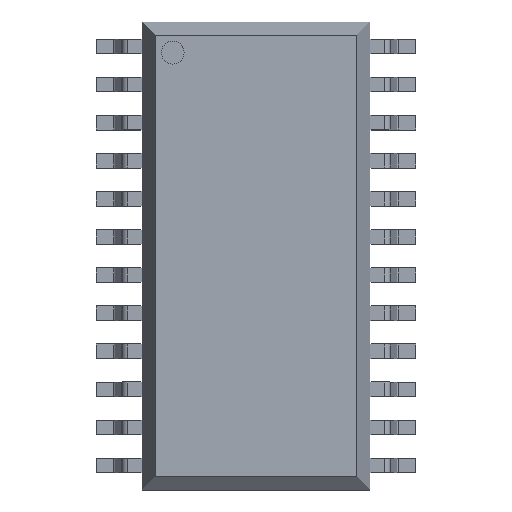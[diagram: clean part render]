
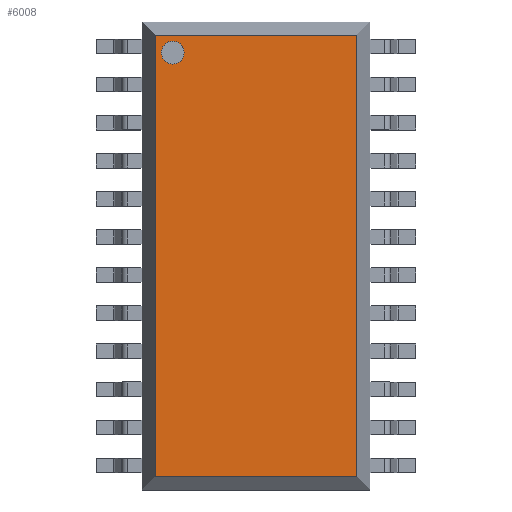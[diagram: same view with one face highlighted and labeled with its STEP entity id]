
A CAD part, top view. The second image highlights one B-rep face of the part: STEP entity #6008.
In plain terms, the highlighted planar face has unit normal (0, 0, 1).
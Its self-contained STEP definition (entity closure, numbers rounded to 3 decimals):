
#67=FACE_BOUND('',#684,.T.);
#75=PLANE('',#6401);
#331=FACE_OUTER_BOUND('',#683,.T.);
#683=EDGE_LOOP('',(#4142,#4143,#4144,#4145));
#684=EDGE_LOOP('',(#4146));
#1029=LINE('',#8749,#1730);
#1033=LINE('',#8757,#1734);
#1036=LINE('',#8763,#1737);
#1040=LINE('',#8769,#1741);
#1730=VECTOR('',#6953,10.);
#1734=VECTOR('',#6959,10.);
#1737=VECTOR('',#6964,10.);
#1741=VECTOR('',#6970,10.);
#2430=CIRCLE('',#6392,0.38);
#2624=VERTEX_POINT('',#8740);
#2626=VERTEX_POINT('',#8747);
#2627=VERTEX_POINT('',#8748);
#2630=VERTEX_POINT('',#8756);
#2632=VERTEX_POINT('',#8762);
#3218=EDGE_CURVE('',#2624,#2624,#2430,.T.);
#3221=EDGE_CURVE('',#2626,#2627,#1029,.T.);
#3225=EDGE_CURVE('',#2627,#2630,#1033,.T.);
#3228=EDGE_CURVE('',#2630,#2632,#1036,.T.);
#3232=EDGE_CURVE('',#2632,#2626,#1040,.T.);
#4142=ORIENTED_EDGE('',*,*,#3221,.F.);
#4143=ORIENTED_EDGE('',*,*,#3232,.F.);
#4144=ORIENTED_EDGE('',*,*,#3228,.F.);
#4145=ORIENTED_EDGE('',*,*,#3225,.F.);
#4146=ORIENTED_EDGE('',*,*,#3218,.T.);
#6008=ADVANCED_FACE('',(#331,#67),#75,.T.);
#6392=AXIS2_PLACEMENT_3D('',#8741,#6944,#6945);
#6401=AXIS2_PLACEMENT_3D('',#8780,#6980,#6981);
#6944=DIRECTION('center_axis',(0.,0.,-1.));
#6945=DIRECTION('ref_axis',(1.,0.,0.));
#6953=DIRECTION('',(0.,1.,0.));
#6959=DIRECTION('',(1.,0.,0.));
#6964=DIRECTION('',(0.,-1.,0.));
#6970=DIRECTION('',(-1.,0.,0.));
#6980=DIRECTION('center_axis',(0.,0.,1.));
#6981=DIRECTION('ref_axis',(1.,0.,0.));
#8740=CARTESIAN_POINT('',(-3.155,6.775,2.65));
#8741=CARTESIAN_POINT('Origin',(-2.775,6.775,2.65));
#8747=CARTESIAN_POINT('',(-3.36,-7.36,2.65));
#8748=CARTESIAN_POINT('',(-3.36,7.36,2.65));
#8749=CARTESIAN_POINT('',(-3.36,3.9,2.65));
#8756=CARTESIAN_POINT('',(3.36,7.36,2.65));
#8757=CARTESIAN_POINT('',(1.9,7.36,2.65));
#8762=CARTESIAN_POINT('',(3.36,-7.36,2.65));
#8763=CARTESIAN_POINT('',(3.36,-3.9,2.65));
#8769=CARTESIAN_POINT('',(-1.9,-7.36,2.65));
#8780=CARTESIAN_POINT('Origin',(0.,0.,
2.65));
